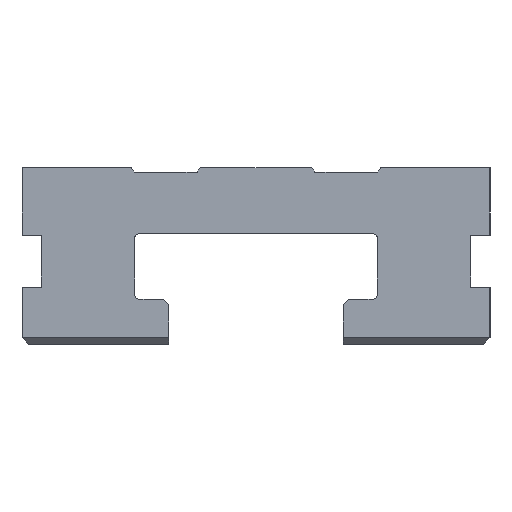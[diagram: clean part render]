
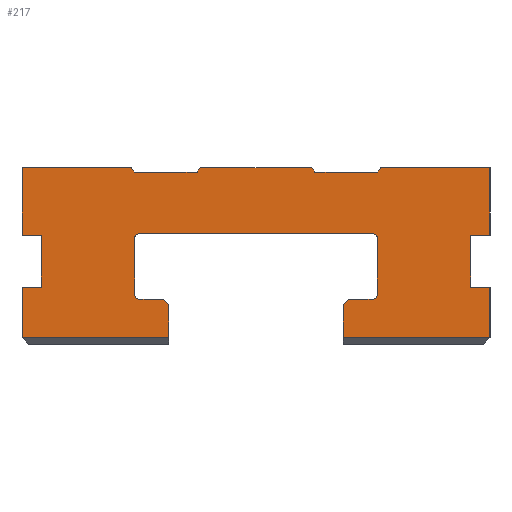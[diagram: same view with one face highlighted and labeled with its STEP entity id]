
A CAD part, left-side view. The second image highlights one B-rep face of the part: STEP entity #217.
In plain terms, the highlighted planar face has unit normal (-1, 0, 0).
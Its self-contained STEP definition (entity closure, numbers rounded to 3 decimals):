
#178=CIRCLE('',#1717,1.5);
#179=CIRCLE('',#1718,1.5);
#180=CIRCLE('',#1719,1.5);
#181=CIRCLE('',#1720,1.5);
#217=ADVANCED_FACE('',(#365),#305,.T.);
#305=PLANE('',#1721);
#365=FACE_OUTER_BOUND('',#434,.T.);
#434=EDGE_LOOP('',(#609,#610,#611,#612,#613,#614,#615,#616,#617,#618,#619,
#620,#621,#622,#623,#624,#625,#626,#627,#628,#629,#630,#631,#632,#633,#634,
#635,#636,#637,#638,#639,#640,#641,#642,#643,#644,#645,#646));
#609=ORIENTED_EDGE('',*,*,#1193,.F.);
#610=ORIENTED_EDGE('',*,*,#1194,.T.);
#611=ORIENTED_EDGE('',*,*,#1190,.T.);
#612=ORIENTED_EDGE('',*,*,#1195,.F.);
#613=ORIENTED_EDGE('',*,*,#1196,.F.);
#614=ORIENTED_EDGE('',*,*,#1197,.F.);
#615=ORIENTED_EDGE('',*,*,#1127,.T.);
#616=ORIENTED_EDGE('',*,*,#1152,.T.);
#617=ORIENTED_EDGE('',*,*,#1198,.F.);
#618=ORIENTED_EDGE('',*,*,#1199,.T.);
#619=ORIENTED_EDGE('',*,*,#1200,.F.);
#620=ORIENTED_EDGE('',*,*,#1201,.F.);
#621=ORIENTED_EDGE('',*,*,#1202,.T.);
#622=ORIENTED_EDGE('',*,*,#1185,.T.);
#623=ORIENTED_EDGE('',*,*,#1203,.T.);
#624=ORIENTED_EDGE('',*,*,#1204,.F.);
#625=ORIENTED_EDGE('',*,*,#1205,.F.);
#626=ORIENTED_EDGE('',*,*,#1206,.T.);
#627=ORIENTED_EDGE('',*,*,#1207,.F.);
#628=ORIENTED_EDGE('',*,*,#1155,.T.);
#629=ORIENTED_EDGE('',*,*,#1180,.F.);
#630=ORIENTED_EDGE('',*,*,#1208,.F.);
#631=ORIENTED_EDGE('',*,*,#1209,.F.);
#632=ORIENTED_EDGE('',*,*,#1210,.F.);
#633=ORIENTED_EDGE('',*,*,#1211,.F.);
#634=ORIENTED_EDGE('',*,*,#1212,.T.);
#635=ORIENTED_EDGE('',*,*,#1213,.F.);
#636=ORIENTED_EDGE('',*,*,#1214,.T.);
#637=ORIENTED_EDGE('',*,*,#1215,.F.);
#638=ORIENTED_EDGE('',*,*,#1216,.T.);
#639=ORIENTED_EDGE('',*,*,#1217,.F.);
#640=ORIENTED_EDGE('',*,*,#1218,.T.);
#641=ORIENTED_EDGE('',*,*,#1219,.F.);
#642=ORIENTED_EDGE('',*,*,#1220,.T.);
#643=ORIENTED_EDGE('',*,*,#1221,.F.);
#644=ORIENTED_EDGE('',*,*,#1222,.T.);
#645=ORIENTED_EDGE('',*,*,#1223,.F.);
#646=ORIENTED_EDGE('',*,*,#1224,.T.);
#971=VERTEX_POINT('',#2269);
#972=VERTEX_POINT('',#2271);
#992=VERTEX_POINT('',#2316);
#995=VERTEX_POINT('',#2323);
#996=VERTEX_POINT('',#2325);
#1016=VERTEX_POINT('',#2370);
#1021=VERTEX_POINT('',#2383);
#1022=VERTEX_POINT('',#2384);
#1026=VERTEX_POINT('',#2393);
#1027=VERTEX_POINT('',#2395);
#1029=VERTEX_POINT('',#2401);
#1030=VERTEX_POINT('',#2402);
#1031=VERTEX_POINT('',#2405);
#1032=VERTEX_POINT('',#2407);
#1033=VERTEX_POINT('',#2410);
#1034=VERTEX_POINT('',#2412);
#1035=VERTEX_POINT('',#2414);
#1036=VERTEX_POINT('',#2416);
#1037=VERTEX_POINT('',#2419);
#1038=VERTEX_POINT('',#2421);
#1039=VERTEX_POINT('',#2423);
#1040=VERTEX_POINT('',#2425);
#1041=VERTEX_POINT('',#2428);
#1042=VERTEX_POINT('',#2430);
#1043=VERTEX_POINT('',#2432);
#1044=VERTEX_POINT('',#2434);
#1045=VERTEX_POINT('',#2436);
#1046=VERTEX_POINT('',#2438);
#1047=VERTEX_POINT('',#2440);
#1048=VERTEX_POINT('',#2442);
#1049=VERTEX_POINT('',#2444);
#1050=VERTEX_POINT('',#2446);
#1051=VERTEX_POINT('',#2448);
#1052=VERTEX_POINT('',#2450);
#1053=VERTEX_POINT('',#2452);
#1054=VERTEX_POINT('',#2454);
#1055=VERTEX_POINT('',#2456);
#1056=VERTEX_POINT('',#2458);
#1127=EDGE_CURVE('',#972,#971,#1345,.T.);
#1152=EDGE_CURVE('',#971,#992,#1367,.T.);
#1155=EDGE_CURVE('',#996,#995,#1370,.T.);
#1180=EDGE_CURVE('',#1016,#995,#1392,.T.);
#1185=EDGE_CURVE('',#1021,#1022,#1397,.T.);
#1190=EDGE_CURVE('',#1027,#1026,#1402,.T.);
#1193=EDGE_CURVE('',#1029,#1030,#1405,.T.);
#1194=EDGE_CURVE('',#1029,#1027,#1406,.T.);
#1195=EDGE_CURVE('',#1031,#1026,#1407,.T.);
#1196=EDGE_CURVE('',#1032,#1031,#1408,.T.);
#1197=EDGE_CURVE('',#972,#1032,#1409,.T.);
#1198=EDGE_CURVE('',#1033,#992,#1410,.T.);
#1199=EDGE_CURVE('',#1033,#1034,#1411,.T.);
#1200=EDGE_CURVE('',#1035,#1034,#1412,.T.);
#1201=EDGE_CURVE('',#1036,#1035,#1413,.T.);
#1202=EDGE_CURVE('',#1036,#1021,#1414,.T.);
#1203=EDGE_CURVE('',#1022,#1037,#1415,.T.);
#1204=EDGE_CURVE('',#1038,#1037,#1416,.T.);
#1205=EDGE_CURVE('',#1039,#1038,#1417,.T.);
#1206=EDGE_CURVE('',#1039,#1040,#1418,.T.);
#1207=EDGE_CURVE('',#996,#1040,#1419,.T.);
#1208=EDGE_CURVE('',#1041,#1016,#1420,.T.);
#1209=EDGE_CURVE('',#1042,#1041,#1421,.T.);
#1210=EDGE_CURVE('',#1043,#1042,#1422,.T.);
#1211=EDGE_CURVE('',#1044,#1043,#1423,.T.);
#1212=EDGE_CURVE('',#1044,#1045,#1424,.T.);
#1213=EDGE_CURVE('',#1046,#1045,#1425,.T.);
#1214=EDGE_CURVE('',#1046,#1047,#1426,.T.);
#1215=EDGE_CURVE('',#1048,#1047,#1427,.T.);
#1216=EDGE_CURVE('',#1048,#1049,#178,.T.);
#1217=EDGE_CURVE('',#1050,#1049,#1428,.T.);
#1218=EDGE_CURVE('',#1050,#1051,#179,.T.);
#1219=EDGE_CURVE('',#1052,#1051,#1429,.T.);
#1220=EDGE_CURVE('',#1052,#1053,#180,.T.);
#1221=EDGE_CURVE('',#1054,#1053,#1430,.T.);
#1222=EDGE_CURVE('',#1054,#1055,#181,.T.);
#1223=EDGE_CURVE('',#1056,#1055,#1431,.T.);
#1224=EDGE_CURVE('',#1056,#1030,#1432,.T.);
#1345=LINE('',#2270,#1525);
#1367=LINE('',#2317,#1547);
#1370=LINE('',#2324,#1550);
#1392=LINE('',#2371,#1572);
#1397=LINE('',#2382,#1577);
#1402=LINE('',#2394,#1582);
#1405=LINE('',#2400,#1585);
#1406=LINE('',#2403,#1586);
#1407=LINE('',#2404,#1587);
#1408=LINE('',#2406,#1588);
#1409=LINE('',#2408,#1589);
#1410=LINE('',#2409,#1590);
#1411=LINE('',#2411,#1591);
#1412=LINE('',#2413,#1592);
#1413=LINE('',#2415,#1593);
#1414=LINE('',#2417,#1594);
#1415=LINE('',#2418,#1595);
#1416=LINE('',#2420,#1596);
#1417=LINE('',#2422,#1597);
#1418=LINE('',#2424,#1598);
#1419=LINE('',#2426,#1599);
#1420=LINE('',#2427,#1600);
#1421=LINE('',#2429,#1601);
#1422=LINE('',#2431,#1602);
#1423=LINE('',#2433,#1603);
#1424=LINE('',#2435,#1604);
#1425=LINE('',#2437,#1605);
#1426=LINE('',#2439,#1606);
#1427=LINE('',#2441,#1607);
#1428=LINE('',#2445,#1608);
#1429=LINE('',#2449,#1609);
#1430=LINE('',#2453,#1610);
#1431=LINE('',#2457,#1611);
#1432=LINE('',#2459,#1612);
#1525=VECTOR('',#1834,1.);
#1547=VECTOR('',#1864,1.);
#1550=VECTOR('',#1869,1.);
#1572=VECTOR('',#1899,1.);
#1577=VECTOR('',#1908,1.);
#1582=VECTOR('',#1915,1.);
#1585=VECTOR('',#1920,1.);
#1586=VECTOR('',#1921,1.);
#1587=VECTOR('',#1922,1.);
#1588=VECTOR('',#1923,1.);
#1589=VECTOR('',#1924,1.);
#1590=VECTOR('',#1925,1.);
#1591=VECTOR('',#1926,1.);
#1592=VECTOR('',#1927,1.);
#1593=VECTOR('',#1928,1.);
#1594=VECTOR('',#1929,1.);
#1595=VECTOR('',#1930,1.);
#1596=VECTOR('',#1931,1.);
#1597=VECTOR('',#1932,1.);
#1598=VECTOR('',#1933,1.);
#1599=VECTOR('',#1934,1.);
#1600=VECTOR('',#1935,1.);
#1601=VECTOR('',#1936,1.);
#1602=VECTOR('',#1937,1.);
#1603=VECTOR('',#1938,1.);
#1604=VECTOR('',#1939,1.);
#1605=VECTOR('',#1940,1.);
#1606=VECTOR('',#1941,1.);
#1607=VECTOR('',#1942,1.);
#1608=VECTOR('',#1945,1.);
#1609=VECTOR('',#1948,1.);
#1610=VECTOR('',#1951,1.);
#1611=VECTOR('',#1954,1.);
#1612=VECTOR('',#1955,1.);
#1717=AXIS2_PLACEMENT_3D('',#2443,#1943,#1944);
#1718=AXIS2_PLACEMENT_3D('',#2447,#1946,#1947);
#1719=AXIS2_PLACEMENT_3D('',#2451,#1949,#1950);
#1720=AXIS2_PLACEMENT_3D('',#2455,#1952,#1953);
#1721=AXIS2_PLACEMENT_3D('',#2460,#1956,#1957);
#1834=DIRECTION('',(0.,0.,1.));
#1864=DIRECTION('',(0.,1.,0.));
#1869=DIRECTION('',(0.,1.,0.));
#1899=DIRECTION('',(0.,0.,1.));
#1908=DIRECTION('',(0.,1.,0.));
#1915=DIRECTION('',(0.,0.,1.));
#1920=DIRECTION('',(0.,0.,1.));
#1921=DIRECTION('',(0.,-1.,0.));
#1922=DIRECTION('',(0.,-1.,0.));
#1923=DIRECTION('',(0.,0.,-1.));
#1924=DIRECTION('',(0.,1.,0.));
#1925=DIRECTION('',(0.,0.,1.));
#1926=DIRECTION('',(0.,0.707,-0.707));
#1927=DIRECTION('',(0.,-1.,0.));
#1928=DIRECTION('',(0.,0.,-1.));
#1929=DIRECTION('',(0.,0.707,0.707));
#1930=DIRECTION('',(0.,0.707,-0.707));
#1931=DIRECTION('',(0.,0.,1.));
#1932=DIRECTION('',(0.,-1.,0.));
#1933=DIRECTION('',(0.,0.707,0.707));
#1934=DIRECTION('',(0.,0.,-1.));
#1935=DIRECTION('',(0.,1.,0.));
#1936=DIRECTION('',(0.,0.,1.));
#1937=DIRECTION('',(0.,-1.,0.));
#1938=DIRECTION('',(0.,0.,1.));
#1939=DIRECTION('',(0.,-1.,0.));
#1940=DIRECTION('',(0.,0.,-1.));
#1941=DIRECTION('',(0.,0.707,0.707));
#1942=DIRECTION('',(0.,-1.,0.));
#1943=DIRECTION('',(1.,0.,0.));
#1944=DIRECTION('',(0.,0.,1.));
#1945=DIRECTION('',(0.,0.,-1.));
#1946=DIRECTION('',(1.,0.,0.));
#1947=DIRECTION('',(0.,0.,1.));
#1948=DIRECTION('',(0.,1.,0.));
#1949=DIRECTION('',(1.,0.,0.));
#1950=DIRECTION('',(0.,0.,1.));
#1951=DIRECTION('',(0.,0.,1.));
#1952=DIRECTION('',(1.,0.,0.));
#1953=DIRECTION('',(0.,0.,1.));
#1954=DIRECTION('',(0.,-1.,0.));
#1955=DIRECTION('',(0.,0.707,-0.707));
#1956=DIRECTION('',(-1.,0.,0.));
#1957=DIRECTION('',(0.,0.,1.));
#2269=CARTESIAN_POINT('',(0.,0.,51.));
#2270=CARTESIAN_POINT('',(0.,0.,0.));
#2271=CARTESIAN_POINT('',(0.,0.,31.5));
#2316=CARTESIAN_POINT('',(0.,31.5,51.));
#2317=CARTESIAN_POINT('',(0.,67.5,51.));
#2323=CARTESIAN_POINT('',(0.,135.,51.));
#2324=CARTESIAN_POINT('',(0.,67.5,51.));
#2325=CARTESIAN_POINT('',(0.,103.5,51.));
#2370=CARTESIAN_POINT('',(0.,135.,31.5));
#2371=CARTESIAN_POINT('',(0.,135.,0.));
#2382=CARTESIAN_POINT('',(0.,67.5,51.));
#2383=CARTESIAN_POINT('',(0.,51.5,51.));
#2384=CARTESIAN_POINT('',(0.,83.5,51.));
#2393=CARTESIAN_POINT('',(0.,0.,16.5));
#2394=CARTESIAN_POINT('',(0.,0.,0.));
#2395=CARTESIAN_POINT('',(0.,0.,2.));
#2400=CARTESIAN_POINT('',(0.,42.4,0.));
#2401=CARTESIAN_POINT('',(0.,42.4,2.));
#2402=CARTESIAN_POINT('',(0.,42.4,11.5));
#2403=CARTESIAN_POINT('',(0.,67.5,2.));
#2404=CARTESIAN_POINT('',(0.,67.5,16.5));
#2405=CARTESIAN_POINT('',(0.,5.5,16.5));
#2406=CARTESIAN_POINT('',(0.,5.5,0.));
#2407=CARTESIAN_POINT('',(0.,5.5,31.5));
#2408=CARTESIAN_POINT('',(0.,67.5,31.5));
#2409=CARTESIAN_POINT('',(0.,31.5,0.));
#2410=CARTESIAN_POINT('',(0.,31.5,50.7));
#2411=CARTESIAN_POINT('',(0.,32.5,49.7));
#2412=CARTESIAN_POINT('',(0.,32.5,49.7));
#2413=CARTESIAN_POINT('',(0.,67.5,49.7));
#2414=CARTESIAN_POINT('',(0.,50.5,49.7));
#2415=CARTESIAN_POINT('',(0.,50.5,0.));
#2416=CARTESIAN_POINT('',(0.,50.5,50.));
#2417=CARTESIAN_POINT('',(0.,34.,33.5));
#2418=CARTESIAN_POINT('',(0.,101.,33.5));
#2419=CARTESIAN_POINT('',(0.,84.5,50.));
#2420=CARTESIAN_POINT('',(0.,84.5,0.));
#2421=CARTESIAN_POINT('',(0.,84.5,49.7));
#2422=CARTESIAN_POINT('',(0.,67.5,49.7));
#2423=CARTESIAN_POINT('',(0.,102.5,49.7));
#2424=CARTESIAN_POINT('',(0.,103.5,50.7));
#2425=CARTESIAN_POINT('',(0.,103.5,50.7));
#2426=CARTESIAN_POINT('',(0.,103.5,0.));
#2427=CARTESIAN_POINT('',(0.,67.5,31.5));
#2428=CARTESIAN_POINT('',(0.,129.5,31.5));
#2429=CARTESIAN_POINT('',(0.,129.5,0.));
#2430=CARTESIAN_POINT('',(0.,129.5,16.5));
#2431=CARTESIAN_POINT('',(0.,67.5,16.5));
#2432=CARTESIAN_POINT('',(0.,135.,16.5));
#2433=CARTESIAN_POINT('',(0.,135.,0.));
#2434=CARTESIAN_POINT('',(0.,135.,2.));
#2435=CARTESIAN_POINT('',(0.,67.5,2.));
#2436=CARTESIAN_POINT('',(0.,92.6,2.));
#2437=CARTESIAN_POINT('',(0.,92.6,0.));
#2438=CARTESIAN_POINT('',(0.,92.6,11.5));
#2439=CARTESIAN_POINT('',(0.,74.3,-6.8));
#2440=CARTESIAN_POINT('',(0.,94.1,13.));
#2441=CARTESIAN_POINT('',(0.,67.5,13.));
#2442=CARTESIAN_POINT('',(0.,101.,13.));
#2443=CARTESIAN_POINT('',(0.,101.,14.5));
#2444=CARTESIAN_POINT('',(0.,102.5,14.5));
#2445=CARTESIAN_POINT('',(0.,102.5,0.));
#2446=CARTESIAN_POINT('',(0.,102.5,30.5));
#2447=CARTESIAN_POINT('',(0.,101.,30.5));
#2448=CARTESIAN_POINT('',(0.,101.,32.));
#2449=CARTESIAN_POINT('',(0.,67.5,32.));
#2450=CARTESIAN_POINT('',(0.,34.,32.));
#2451=CARTESIAN_POINT('',(0.,34.,30.5));
#2452=CARTESIAN_POINT('',(0.,32.5,30.5));
#2453=CARTESIAN_POINT('',(0.,32.5,0.));
#2454=CARTESIAN_POINT('',(0.,32.5,14.5));
#2455=CARTESIAN_POINT('',(0.,34.,14.5));
#2456=CARTESIAN_POINT('',(0.,34.,13.));
#2457=CARTESIAN_POINT('',(0.,67.5,13.));
#2458=CARTESIAN_POINT('',(0.,40.9,13.));
#2459=CARTESIAN_POINT('',(0.,60.7,-6.8));
#2460=CARTESIAN_POINT('',(0.,67.5,0.));
